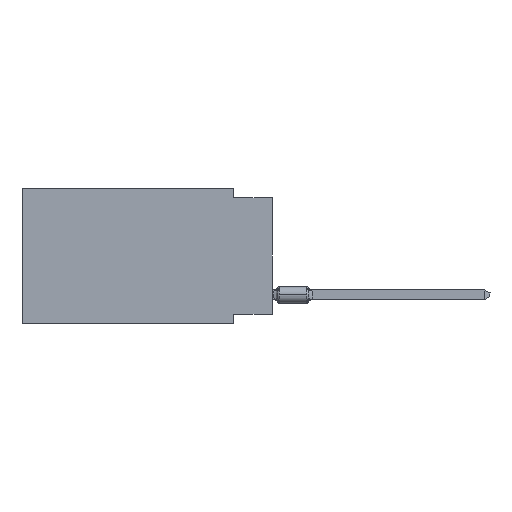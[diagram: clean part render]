
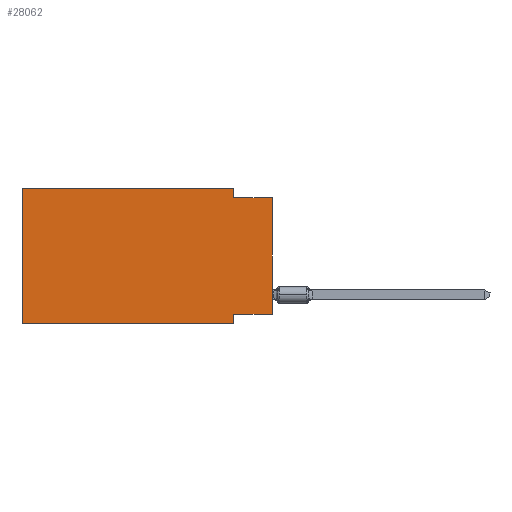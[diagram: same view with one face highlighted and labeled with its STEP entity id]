
A CAD part, left-side view. The second image highlights one B-rep face of the part: STEP entity #28062.
In plain terms, the highlighted planar face has unit normal (-1, 0, 0).
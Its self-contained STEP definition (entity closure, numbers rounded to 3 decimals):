
#710 = LINE ( 'NONE', #6407, #32594 ) ;
#1149 = LINE ( 'NONE', #27888, #17383 ) ;
#1396 = EDGE_CURVE ( 'NONE', #37461, #22791, #24735, .T. ) ;
#1509 = CARTESIAN_POINT ( 'NONE',  ( 0., 0., -0.635 ) ) ;
#1556 = DIRECTION ( 'NONE',  ( 0., -1., 0. ) ) ;
#1664 = DIRECTION ( 'NONE',  ( 0., -1., 0. ) ) ;
#2524 = VERTEX_POINT ( 'NONE', #13567 ) ;
#3050 = FACE_OUTER_BOUND ( 'NONE', #34773, .T. ) ;
#3631 = PLANE ( 'NONE',  #37219 ) ;
#4226 = VECTOR ( 'NONE', #19688, 1000. ) ;
#4445 = CARTESIAN_POINT ( 'NONE',  ( 0., 16.383, -8.89 ) ) ;
#4782 = DIRECTION ( 'NONE',  ( 0., 0., -1. ) ) ;
#4859 = VERTEX_POINT ( 'NONE', #36963 ) ;
#5985 = LINE ( 'NONE', #25892, #33827 ) ;
#6202 = ORIENTED_EDGE ( 'NONE', *, *, #14933, .F. ) ;
#6407 = CARTESIAN_POINT ( 'NONE',  ( 0., 2.54, 0. ) ) ;
#7057 = LINE ( 'NONE', #1509, #21774 ) ;
#7072 = EDGE_CURVE ( 'NONE', #2524, #4859, #36330, .T. ) ;
#7922 = CARTESIAN_POINT ( 'NONE',  ( 0., 2.54, -0.635 ) ) ;
#8100 = ORIENTED_EDGE ( 'NONE', *, *, #13240, .F. ) ;
#9034 = VERTEX_POINT ( 'NONE', #14244 ) ;
#9441 = VERTEX_POINT ( 'NONE', #7922 ) ;
#11615 = EDGE_CURVE ( 'NONE', #2524, #34183, #5985, .T. ) ;
#11939 = VERTEX_POINT ( 'NONE', #36654 ) ;
#13171 = CARTESIAN_POINT ( 'NONE',  ( 0., 0., 0. ) ) ;
#13240 = EDGE_CURVE ( 'NONE', #9441, #4859, #7057, .T. ) ;
#13567 = CARTESIAN_POINT ( 'NONE',  ( 0., 0., -8.255 ) ) ;
#13809 = CARTESIAN_POINT ( 'NONE',  ( 0., 16.383, 0. ) ) ;
#13964 = VECTOR ( 'NONE', #28147, 1000. ) ;
#14244 = CARTESIAN_POINT ( 'NONE',  ( 0., 16.383, 0. ) ) ;
#14721 = ORIENTED_EDGE ( 'NONE', *, *, #36199, .F. ) ;
#14933 = EDGE_CURVE ( 'NONE', #37461, #9034, #33925, .T. ) ;
#15033 = CARTESIAN_POINT ( 'NONE',  ( 0., 16.383, 0. ) ) ;
#15243 = DIRECTION ( 'NONE',  ( 0., 0., -1. ) ) ;
#16576 = CARTESIAN_POINT ( 'NONE',  ( 0., 2.54, -8.89 ) ) ;
#17383 = VECTOR ( 'NONE', #1664, 1000. ) ;
#17608 = EDGE_CURVE ( 'NONE', #34183, #22791, #30784, .T. ) ;
#17816 = DIRECTION ( 'NONE',  ( 0., 0., -1. ) ) ;
#17965 = ORIENTED_EDGE ( 'NONE', *, *, #17608, .F. ) ;
#18652 = DIRECTION ( 'NONE',  ( 0., -1., 0. ) ) ;
#19688 = DIRECTION ( 'NONE',  ( 0., 0., 1. ) ) ;
#20530 = DIRECTION ( 'NONE',  ( 1., 0., 0. ) ) ;
#21774 = VECTOR ( 'NONE', #18652, 1000. ) ;
#22791 = VERTEX_POINT ( 'NONE', #37101 ) ;
#24735 = LINE ( 'NONE', #4445, #26772 ) ;
#25892 = CARTESIAN_POINT ( 'NONE',  ( 0., 0., -8.255 ) ) ;
#26667 = VECTOR ( 'NONE', #4782, 1000. ) ;
#26772 = VECTOR ( 'NONE', #1556, 1000. ) ;
#27888 = CARTESIAN_POINT ( 'NONE',  ( 0., 16.383, 0. ) ) ;
#28062 = ADVANCED_FACE ( 'NONE', ( #3050 ), #3631, .F. ) ;
#28147 = DIRECTION ( 'NONE',  ( 0., 0., 1. ) ) ;
#29740 = CARTESIAN_POINT ( 'NONE',  ( 0., 2.54, -8.255 ) ) ;
#30784 = LINE ( 'NONE', #16576, #26667 ) ;
#32360 = ORIENTED_EDGE ( 'NONE', *, *, #7072, .T. ) ;
#32559 = EDGE_CURVE ( 'NONE', #11939, #9441, #710, .T. ) ;
#32594 = VECTOR ( 'NONE', #17816, 1000. ) ;
#33688 = CARTESIAN_POINT ( 'NONE',  ( 0., 16.383, -8.89 ) ) ;
#33827 = VECTOR ( 'NONE', #37133, 1000. ) ;
#33925 = LINE ( 'NONE', #13809, #4226 ) ;
#34183 = VERTEX_POINT ( 'NONE', #29740 ) ;
#34773 = EDGE_LOOP ( 'NONE', ( #32360, #8100, #36024, #14721, #6202, #35170, #17965, #37160 ) ) ;
#35170 = ORIENTED_EDGE ( 'NONE', *, *, #1396, .T. ) ;
#36024 = ORIENTED_EDGE ( 'NONE', *, *, #32559, .F. ) ;
#36199 = EDGE_CURVE ( 'NONE', #9034, #11939, #1149, .T. ) ;
#36330 = LINE ( 'NONE', #13171, #13964 ) ;
#36654 = CARTESIAN_POINT ( 'NONE',  ( 0., 2.54, 0. ) ) ;
#36963 = CARTESIAN_POINT ( 'NONE',  ( 0., 0., -0.635 ) ) ;
#37101 = CARTESIAN_POINT ( 'NONE',  ( 0., 2.54, -8.89 ) ) ;
#37133 = DIRECTION ( 'NONE',  ( 0., 1., 0. ) ) ;
#37160 = ORIENTED_EDGE ( 'NONE', *, *, #11615, .F. ) ;
#37219 = AXIS2_PLACEMENT_3D ( 'NONE', #15033, #20530, #15243 ) ;
#37461 = VERTEX_POINT ( 'NONE', #33688 ) ;
